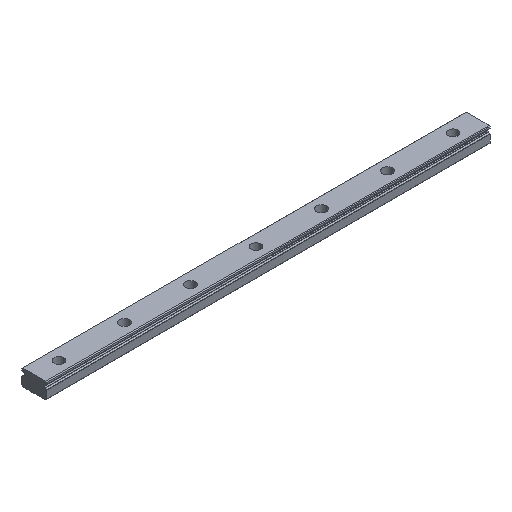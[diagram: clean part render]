
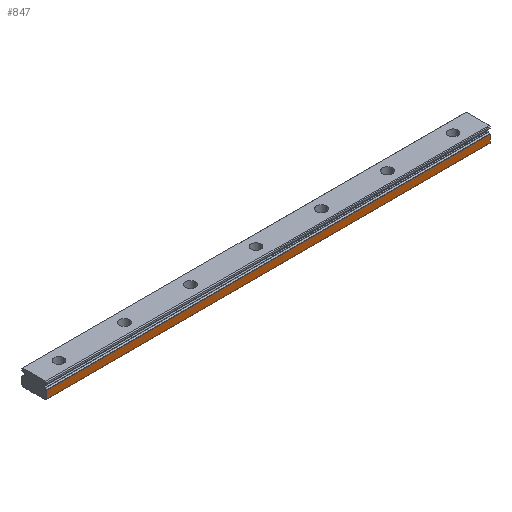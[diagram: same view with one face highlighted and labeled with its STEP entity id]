
A CAD part, isometric view. The second image highlights one B-rep face of the part: STEP entity #847.
In plain terms, the highlighted planar face has unit normal (0, -1, 0).
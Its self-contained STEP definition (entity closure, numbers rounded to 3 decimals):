
#28 = DIRECTION ( 'NONE',  ( -1., 0., 0. ) ) ;
#165 = ORIENTED_EDGE ( 'NONE', *, *, #571, .F. ) ;
#261 = EDGE_CURVE ( 'NONE', #1097, #1757, #883, .T. ) ;
#270 = CARTESIAN_POINT ( 'NONE',  ( 255., -7.5, 0.8 ) ) ;
#307 = EDGE_CURVE ( 'NONE', #1097, #2500, #1663, .T. ) ;
#378 = AXIS2_PLACEMENT_3D ( 'NONE', #1970, #2390, #28 ) ;
#547 = ORIENTED_EDGE ( 'NONE', *, *, #1797, .F. ) ;
#571 = EDGE_CURVE ( 'NONE', #1757, #2113, #1393, .T. ) ;
#680 = ORIENTED_EDGE ( 'NONE', *, *, #261, .F. ) ;
#694 = DIRECTION ( 'NONE',  ( 1., 0., 0. ) ) ;
#847 = ADVANCED_FACE ( 'NONE', ( #1194 ), #2415, .T. ) ;
#883 = LINE ( 'NONE', #2096, #2045 ) ;
#912 = CARTESIAN_POINT ( 'NONE',  ( 255., -7.5, 0.8 ) ) ;
#1097 = VERTEX_POINT ( 'NONE', #2387 ) ;
#1150 = EDGE_LOOP ( 'NONE', ( #547, #165, #680, #1698 ) ) ;
#1160 = CARTESIAN_POINT ( 'NONE',  ( -15., -7.5, 5.451 ) ) ;
#1194 = FACE_OUTER_BOUND ( 'NONE', #1150, .T. ) ;
#1237 = DIRECTION ( 'NONE',  ( 0., 0., 1. ) ) ;
#1368 = VECTOR ( 'NONE', #2498, 1000. ) ;
#1393 = LINE ( 'NONE', #1160, #2394 ) ;
#1513 = LINE ( 'NONE', #912, #1368 ) ;
#1663 = LINE ( 'NONE', #2069, #2425 ) ;
#1698 = ORIENTED_EDGE ( 'NONE', *, *, #307, .T. ) ;
#1757 = VERTEX_POINT ( 'NONE', #2328 ) ;
#1797 = EDGE_CURVE ( 'NONE', #2113, #2500, #1513, .T. ) ;
#1960 = CARTESIAN_POINT ( 'NONE',  ( 255., -7.5, 5.451 ) ) ;
#1970 = CARTESIAN_POINT ( 'NONE',  ( -15., -7.5, 0.8 ) ) ;
#2045 = VECTOR ( 'NONE', #1237, 1000. ) ;
#2069 = CARTESIAN_POINT ( 'NONE',  ( -15., -7.5, 0.8 ) ) ;
#2096 = CARTESIAN_POINT ( 'NONE',  ( -15., -7.5, 0.8 ) ) ;
#2113 = VERTEX_POINT ( 'NONE', #1960 ) ;
#2315 = DIRECTION ( 'NONE',  ( 1., 0., 0. ) ) ;
#2328 = CARTESIAN_POINT ( 'NONE',  ( -15., -7.5, 5.451 ) ) ;
#2387 = CARTESIAN_POINT ( 'NONE',  ( -15., -7.5, 0.8 ) ) ;
#2390 = DIRECTION ( 'NONE',  ( 0., -1., 0. ) ) ;
#2394 = VECTOR ( 'NONE', #2315, 1000. ) ;
#2415 = PLANE ( 'NONE',  #378 ) ;
#2425 = VECTOR ( 'NONE', #694, 1000. ) ;
#2498 = DIRECTION ( 'NONE',  ( 0., 0., -1. ) ) ;
#2500 = VERTEX_POINT ( 'NONE', #270 ) ;
